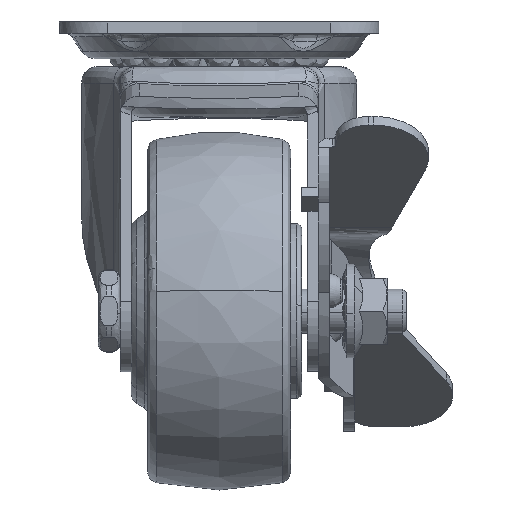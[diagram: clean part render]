
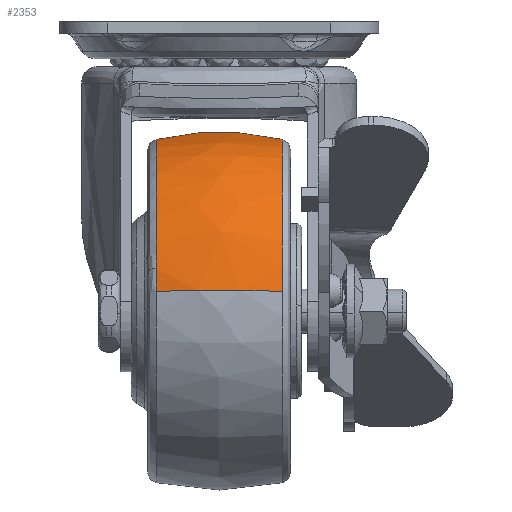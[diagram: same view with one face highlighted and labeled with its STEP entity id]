
A CAD part, left-side view. The second image highlights one B-rep face of the part: STEP entity #2353.
In plain terms, the highlighted free-form (B-spline) face has degree [2, 2] with [5, 5] control points.
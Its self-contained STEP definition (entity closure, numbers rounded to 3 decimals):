
#1309=CARTESIAN_POINT('',(-59.19,11.458,-44.748));
#1310=VERTEX_POINT('',#1309);
#1324=CARTESIAN_POINT('',(-29.0,11.458,-21.331));
#1325=VERTEX_POINT('',#1324);
#1326=CARTESIAN_POINT('',(-29.0,11.458,-21.331));
#1327=CARTESIAN_POINT('',(-53.177,11.458,-21.331));
#1328=CARTESIAN_POINT('',(-59.19,11.458,-44.748));
#1336=(BOUNDED_CURVE()B_SPLINE_CURVE(2,(#1326,#1327,#1328),.UNSPECIFIED.,.F.,.U.)B_SPLINE_CURVE_WITH_KNOTS((3,3),(0.5,0.708),.UNSPECIFIED.)CURVE()GEOMETRIC_REPRESENTATION_ITEM()RATIONAL_B_SPLINE_CURVE((1.0,0.757,0.917))REPRESENTATION_ITEM(''));
#1337=EDGE_CURVE('',#1325,#1310,#1336,.T.);
#1426=CARTESIAN_POINT('',(-59.961,11.458,-48.901));
#1427=VERTEX_POINT('',#1426);
#1443=CARTESIAN_POINT('',(-59.19,11.458,-44.748));
#1444=CARTESIAN_POINT('',(-59.716,11.458,-46.799));
#1445=CARTESIAN_POINT('',(-59.961,11.458,-48.901));
#1453=(BOUNDED_CURVE()B_SPLINE_CURVE(2,(#1443,#1444,#1445),.UNSPECIFIED.,.F.,.U.)B_SPLINE_CURVE_WITH_KNOTS((3,3),(0.708,0.73),.UNSPECIFIED.)CURVE()GEOMETRIC_REPRESENTATION_ITEM()RATIONAL_B_SPLINE_CURVE((0.917,0.935,0.957))REPRESENTATION_ITEM(''));
#1454=EDGE_CURVE('',#1310,#1427,#1453,.T.);
#1656=CARTESIAN_POINT('',(-29.0,-11.458,-21.331));
#1657=VERTEX_POINT('',#1656);
#1671=CARTESIAN_POINT('',(-59.961,-11.458,-48.901));
#1672=VERTEX_POINT('',#1671);
#1673=CARTESIAN_POINT('',(-29.0,-11.458,-21.331));
#1674=CARTESIAN_POINT('',(-56.756,-11.458,-21.331));
#1675=CARTESIAN_POINT('',(-59.961,-11.458,-48.901));
#1683=(BOUNDED_CURVE()B_SPLINE_CURVE(2,(#1673,#1674,#1675),.UNSPECIFIED.,.F.,.U.)B_SPLINE_CURVE_WITH_KNOTS((3,3),(0.5,0.73),.UNSPECIFIED.)CURVE()GEOMETRIC_REPRESENTATION_ITEM()RATIONAL_B_SPLINE_CURVE((1.0,0.731,0.957))REPRESENTATION_ITEM(''));
#1684=EDGE_CURVE('',#1657,#1672,#1683,.T.);
#2276=CARTESIAN_POINT('',(-29.,-11.458,-21.331));
#2277=CARTESIAN_POINT('',(-29.,-5.806,-20.));
#2278=CARTESIAN_POINT('',(-29.0,0.,-20.));
#2279=CARTESIAN_POINT('',(-29.0,5.806,-20.));
#2280=CARTESIAN_POINT('',(-29.,11.458,-21.331));
#2288=(BOUNDED_CURVE()B_SPLINE_CURVE(2,(#2276,#2277,#2278,#2279,#2280),.UNSPECIFIED.,.F.,.U.)B_SPLINE_CURVE_WITH_KNOTS((3,2,3),(0.402,0.5,0.598),.UNSPECIFIED.)CURVE()GEOMETRIC_REPRESENTATION_ITEM()RATIONAL_B_SPLINE_CURVE((0.944,0.965,1.0,0.965,0.944))REPRESENTATION_ITEM(''));
#2289=EDGE_CURVE('',#1657,#1325,#2288,.T.);
#2295=CARTESIAN_POINT('',(-59.961,-11.458,-48.901));
#2296=CARTESIAN_POINT('',(-61.283,-5.806,-48.747));
#2297=CARTESIAN_POINT('',(-61.283,0.,-48.747));
#2298=CARTESIAN_POINT('',(-61.283,5.806,-48.747));
#2299=CARTESIAN_POINT('',(-59.961,11.458,-48.901));
#2307=(BOUNDED_CURVE()B_SPLINE_CURVE(2,(#2295,#2296,#2297,#2298,#2299),.UNSPECIFIED.,.F.,.U.)B_SPLINE_CURVE_WITH_KNOTS((3,2,3),(0.402,0.5,0.598),.UNSPECIFIED.)CURVE()GEOMETRIC_REPRESENTATION_ITEM()RATIONAL_B_SPLINE_CURVE((0.903,0.923,0.957,0.923,0.903))REPRESENTATION_ITEM(''));
#2308=EDGE_CURVE('',#1672,#1427,#2307,.T.);
#2313=CARTESIAN_POINT('',(-28.8,-12.612,-21.617));
#2314=CARTESIAN_POINT('',(-28.789,-6.41,-20.0));
#2315=CARTESIAN_POINT('',(-28.789,0.,-20.));
#2316=CARTESIAN_POINT('',(-28.789,6.41,-20.));
#2317=CARTESIAN_POINT('',(-28.8,12.612,-21.617));
#2318=CARTESIAN_POINT('',(-28.9,-12.612,-21.617));
#2319=CARTESIAN_POINT('',(-28.894,-6.41,-20.));
#2320=CARTESIAN_POINT('',(-28.894,0.,-20.));
#2321=CARTESIAN_POINT('',(-28.894,6.41,-20.0));
#2322=CARTESIAN_POINT('',(-28.9,12.612,-21.617));
#2323=CARTESIAN_POINT('',(-56.501,-12.612,-21.617));
#2324=CARTESIAN_POINT('',(-57.941,-6.41,-20.));
#2325=CARTESIAN_POINT('',(-57.941,0.,-20.));
#2326=CARTESIAN_POINT('',(-57.941,6.41,-20.));
#2327=CARTESIAN_POINT('',(-56.501,12.612,-21.617));
#2328=CARTESIAN_POINT('',(-59.689,-12.612,-49.038));
#2329=CARTESIAN_POINT('',(-61.295,-6.41,-48.857));
#2330=CARTESIAN_POINT('',(-61.295,0.,-48.857));
#2331=CARTESIAN_POINT('',(-61.295,6.41,-48.857));
#2332=CARTESIAN_POINT('',(-59.689,12.612,-49.038));
#2333=CARTESIAN_POINT('',(-59.701,-12.612,-49.142));
#2334=CARTESIAN_POINT('',(-61.308,-6.41,-48.966));
#2335=CARTESIAN_POINT('',(-61.308,0.,-48.966));
#2336=CARTESIAN_POINT('',(-61.308,6.41,-48.966));
#2337=CARTESIAN_POINT('',(-59.701,12.612,-49.142));
#2345=(BOUNDED_SURFACE()B_SPLINE_SURFACE(2,2,((#2313,#2318,#2323,#2328,#2333),(#2314,#2319,#2324,#2329,#2334),(#2315,#2320,#2325,#2330,#2335),(#2316,#2321,#2326,#2331,#2336),(#2317,#2322,#2327,#2332,#2337)),.UNSPECIFIED.,.F.,.F.,.U.)B_SPLINE_SURFACE_WITH_KNOTS((3,2,3),(3,1,1,3),(0.0,13.118,26.237),(0.0,0.247,49.733,49.98),.UNSPECIFIED.)GEOMETRIC_REPRESENTATION_ITEM()RATIONAL_B_SPLINE_SURFACE(((0.942,0.941,0.686,0.9,0.901),(0.964,0.963,0.702,0.921,0.922),(1.003,1.001,0.731,0.958,0.959),(0.964,0.963,0.702,0.921,0.922),(0.942,0.941,0.686,0.9,0.901)))REPRESENTATION_ITEM('')SURFACE());
#2346=ORIENTED_EDGE('',*,*,#1337,.T.);
#2347=ORIENTED_EDGE('',*,*,#1454,.T.);
#2348=ORIENTED_EDGE('',*,*,#2308,.F.);
#2349=ORIENTED_EDGE('',*,*,#1684,.F.);
#2350=ORIENTED_EDGE('',*,*,#2289,.T.);
#2351=EDGE_LOOP('',(#2346,#2347,#2348,#2349,#2350));
#2352=FACE_OUTER_BOUND('',#2351,.T.);
#2353=ADVANCED_FACE('',(#2352),#2345,.T.);
